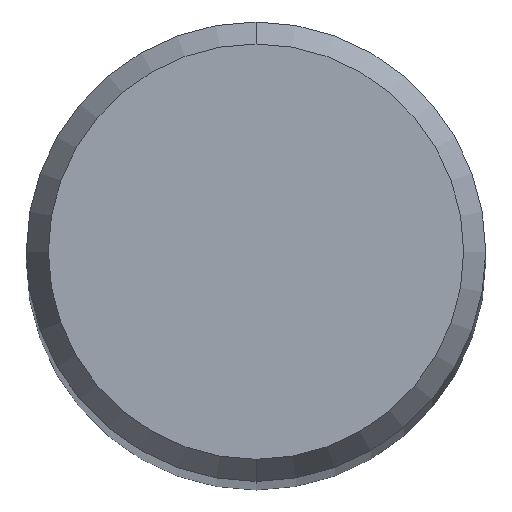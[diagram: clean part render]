
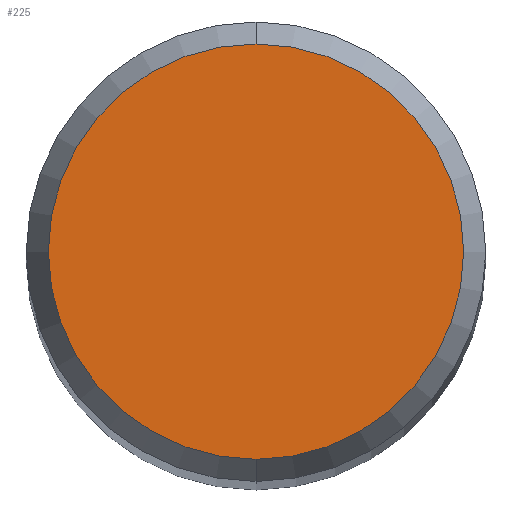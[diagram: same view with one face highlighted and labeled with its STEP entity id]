
A CAD part, top view. The second image highlights one B-rep face of the part: STEP entity #225.
In plain terms, the highlighted planar face has unit normal (0, 0, 1).
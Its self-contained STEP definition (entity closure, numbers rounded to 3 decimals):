
#165=VERTEX_POINT('',#325);
#169=VERTEX_POINT('',#329);
#179=EDGE_CURVE('',#165,#169,#340,.T.);
#189=EDGE_CURVE('',#169,#165,#351,.T.);
#225=ADVANCED_FACE('',(#392),#393,.T.);
#325=CARTESIAN_POINT('',(0.0,2.158,0.0));
#329=CARTESIAN_POINT('',(0.,-2.158,0.0));
#340=CIRCLE('',#529,2.158);
#351=CIRCLE('',#543,2.158);
#392=FACE_OUTER_BOUND('',#591,.T.);
#393=PLANE('',#592);
#529=AXIS2_PLACEMENT_3D('',#715,#716,#717);
#543=AXIS2_PLACEMENT_3D('',#732,#733,#734);
#591=EDGE_LOOP('',(#784,#785));
#592=AXIS2_PLACEMENT_3D('',#786,#787,#788);
#715=CARTESIAN_POINT('',(0.0,0.0,0.0));
#716=DIRECTION('',(0.0,0.0,-1.0));
#717=DIRECTION('',(0.0,1.0,0.0));
#732=CARTESIAN_POINT('',(0.0,0.0,0.0));
#733=DIRECTION('',(0.0,0.0,-1.0));
#734=DIRECTION('',(0.0,1.0,0.0));
#784=ORIENTED_EDGE('',*,*,#179,.F.);
#785=ORIENTED_EDGE('',*,*,#189,.F.);
#786=CARTESIAN_POINT('',(0.0,1.079,0.0));
#787=DIRECTION('',(-0.0,0.0,1.0));
#788=DIRECTION('',(0.0,-1.0,0.0));
